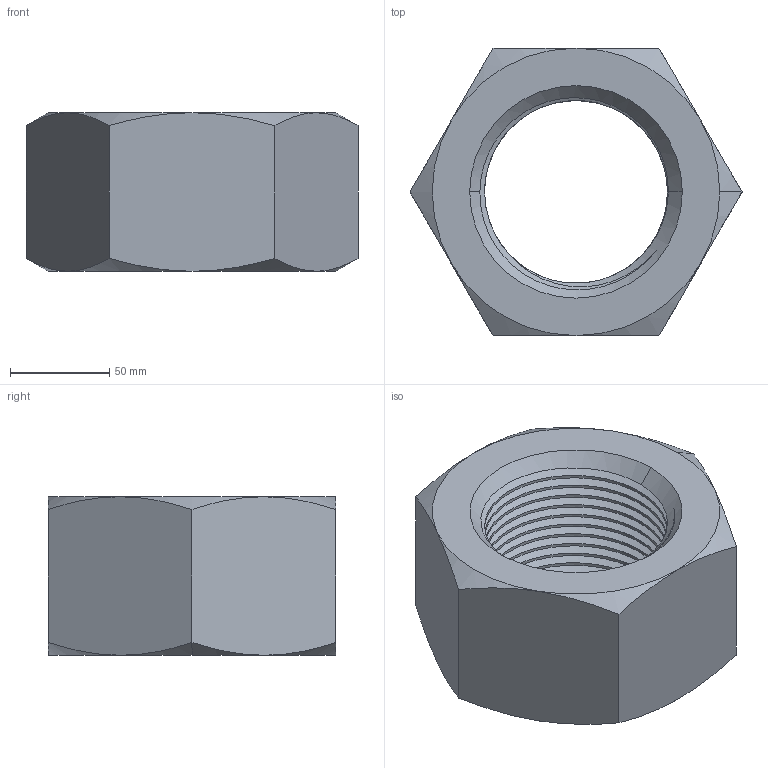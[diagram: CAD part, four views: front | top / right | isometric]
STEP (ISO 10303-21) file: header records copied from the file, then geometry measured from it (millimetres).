
FILE_DESCRIPTION (( 'STEP AP214' ), '1' );
FILE_NAME ('M100 Nut.STEP', '2019-05-01T13:54:04', ( '' ), ( '' ), 'SwSTEP 2.0', 'SolidWorks 2018', '' );
FILE_SCHEMA (( 'AUTOMOTIVE_DESIGN' ));
Length unit declared in the file: millimetre
Products named in the file (1): M100 Nut
Bounding box: 167.43 x 145 x 80 mm (x, y, z)
Volume: 869372.3 mm3; surface area: 98193.3 mm2
Topology: 1 solids, 1 shells, 52 faces, 135 edges, 85 vertices
Faces by surface type: cylinder 23, cone 19, plane 8, bspline 2
Entity records: 4582 total; most frequent: CARTESIAN_POINT 3469, ORIENTED_EDGE 270, DIRECTION 179, EDGE_CURVE 135, VERTEX_POINT 85, AXIS2_PLACEMENT_3D 72, EDGE_LOOP 54, ADVANCED_FACE 52
